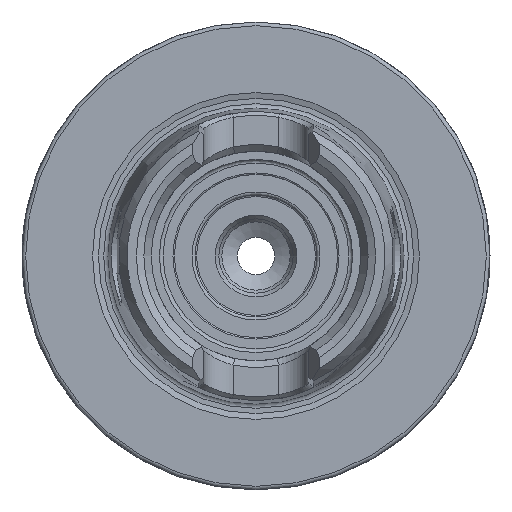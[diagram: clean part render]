
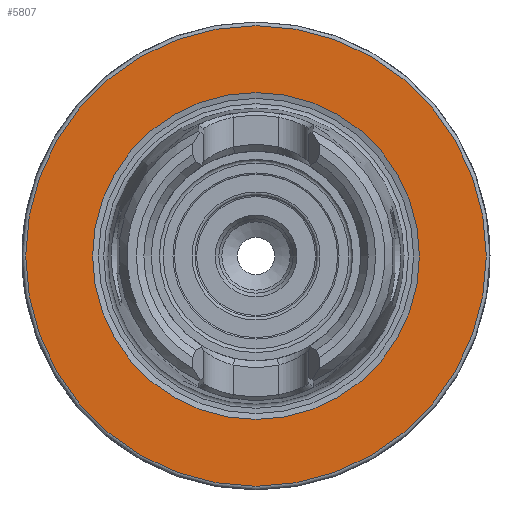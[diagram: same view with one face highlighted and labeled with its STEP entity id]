
A CAD part, left-side view. The second image highlights one B-rep face of the part: STEP entity #5807.
In plain terms, the highlighted planar face has unit normal (-1, 0, 0).
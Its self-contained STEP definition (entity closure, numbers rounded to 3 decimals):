
#5773=CARTESIAN_POINT('',(0.0,22.,0.0));
#5774=VERTEX_POINT('',#5773);
#5775=CARTESIAN_POINT('',(0.0,0.,0.0));
#5776=DIRECTION('',(1.0,0.0,0.0));
#5777=DIRECTION('',(0.0,1.0,0.0));
#5778=AXIS2_PLACEMENT_3D('',#5775,#5776,#5777);
#5779=CIRCLE('',#5778,22.);
#5780=EDGE_CURVE('',#5774,#5774,#5779,.T.);
#5788=CARTESIAN_POINT('',(0.0,26.5,0.0));
#5789=DIRECTION('',(-1.0,0.0,0.0));
#5790=DIRECTION('',(0.0,0.0,1.0));
#5791=AXIS2_PLACEMENT_3D('',#5788,#5789,#5790);
#5792=PLANE('',#5791);
#5793=CARTESIAN_POINT('',(0.0,31.,0.0));
#5794=VERTEX_POINT('',#5793);
#5795=CARTESIAN_POINT('',(0.0,0.,0.0));
#5796=DIRECTION('',(1.0,0.0,0.0));
#5797=DIRECTION('',(0.0,1.0,0.0));
#5798=AXIS2_PLACEMENT_3D('',#5795,#5796,#5797);
#5799=CIRCLE('',#5798,31.);
#5800=EDGE_CURVE('',#5794,#5794,#5799,.T.);
#5801=ORIENTED_EDGE('',*,*,#5800,.F.);
#5802=EDGE_LOOP('',(#5801));
#5803=FACE_OUTER_BOUND('',#5802,.T.);
#5804=ORIENTED_EDGE('',*,*,#5780,.T.);
#5805=EDGE_LOOP('',(#5804));
#5806=FACE_BOUND('',#5805,.T.);
#5807=ADVANCED_FACE('',(#5803,#5806),#5792,.T.);
